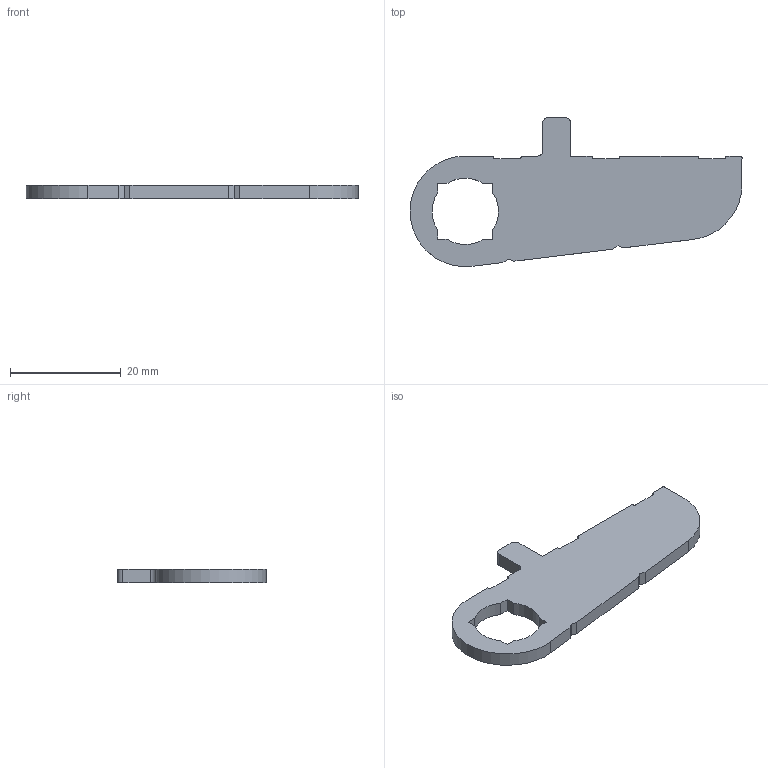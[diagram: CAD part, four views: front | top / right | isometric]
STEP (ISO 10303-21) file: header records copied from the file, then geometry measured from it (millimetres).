
FILE_DESCRIPTION(/* description */ ('TAPPO 20X60X2.5 NYLON GRIGIO FORATO'),/* implementation_level */ '2;1');
FILE_NAME(/* name */ 'DTPXX0000009.stp',/* time_stamp */ '2022-12-05T09:12:51+01:00',/* author */ ('tecnico7'),/* organization */ (''),/* preprocessor_version */ 'ST-DEVELOPER v18.1',/* originating_system */ 'Autodesk Inventor 2022',/* authorisation */ '');
FILE_SCHEMA (('AUTOMOTIVE_DESIGN { 1 0 10303 214 3 1 1 }'));
Length unit declared in the file: millimetre
Products named in the file (1): DTPXX0000009
Bounding box: 60 x 26.99 x 2.5 mm (x, y, z)
Volume: 2252.4 mm3; surface area: 2300.8 mm2
Topology: 1 solids, 1 shells, 51 faces, 147 edges, 98 vertices
Faces by surface type: plane 35, cylinder 16
Entity records: 1789 total; most frequent: CARTESIAN_POINT 297, ORIENTED_EDGE 294, DIRECTION 283, EDGE_CURVE 147, LINE 115, VECTOR 115, VERTEX_POINT 98, AXIS2_PLACEMENT_3D 84
